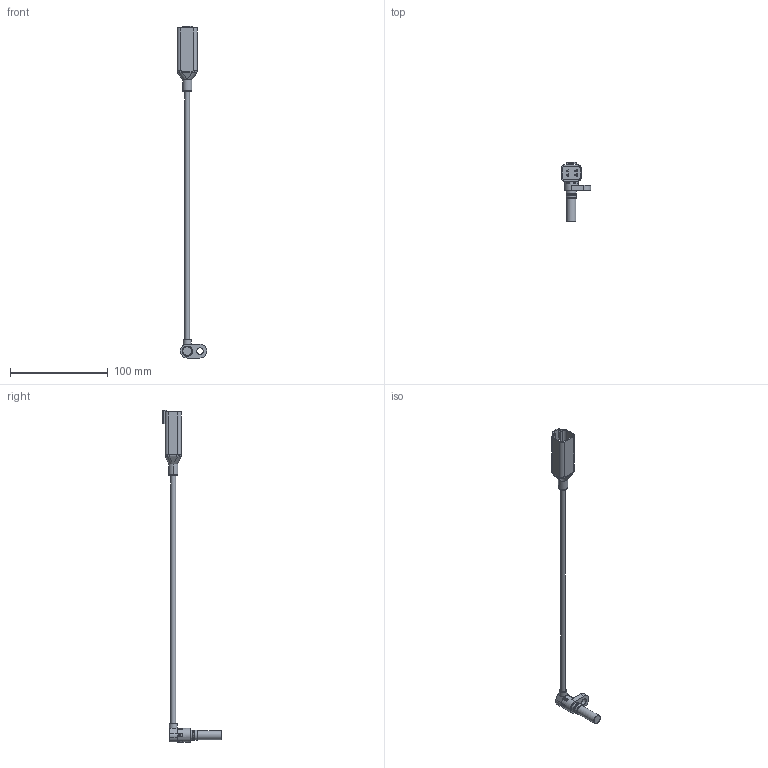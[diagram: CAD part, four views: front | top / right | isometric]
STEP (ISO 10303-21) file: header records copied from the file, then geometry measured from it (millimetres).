
FILE_DESCRIPTION(/* description */ (''),/* implementation_level */ '2;1');
FILE_NAME(/* name */ 'H1032.stp',/* time_stamp */ '2025-08-08T16:13:38+08:00',/* author */ (''),/* organization */ (''),/* preprocessor_version */ 'ST-DEVELOPER v16.7',/* originating_system */ 'SIEMENS PLM Software NX 12.0',/* authorisation */ '');
FILE_SCHEMA (('AP203_CONFIGURATION_CONTROLLED_3D_DESIGN_OF_MECHANICAL_PARTS_AND_ASSEMBLIES_MIM_LF { 1 0 10303 403 2 1 2}'));
Length unit declared in the file: millimetre
Products named in the file (1): Dell3234FD543ted
Bounding box: 30.33 x 60.2 x 339 mm (x, y, z)
Volume: 24093.5 mm3; surface area: 12755.5 mm2
Topology: 2 solids, 3 shells, 260 faces, 667 edges, 410 vertices
Faces by surface type: plane 121, cylinder 56, bspline 46, torus 29, sphere 8
Full cylindrical faces by diameter (mm): 5 x1, 6.6 x1, 8 x1, 9 x1, 9.4 x1, 10.25 x2, 14 x1
Entity records: 10035 total; most frequent: CARTESIAN_POINT 4090, ORIENTED_EDGE 1256, DIRECTION 1121, EDGE_CURVE 628, AXIS2_PLACEMENT_3D 412, VERTEX_POINT 407, LINE 297, VECTOR 297
